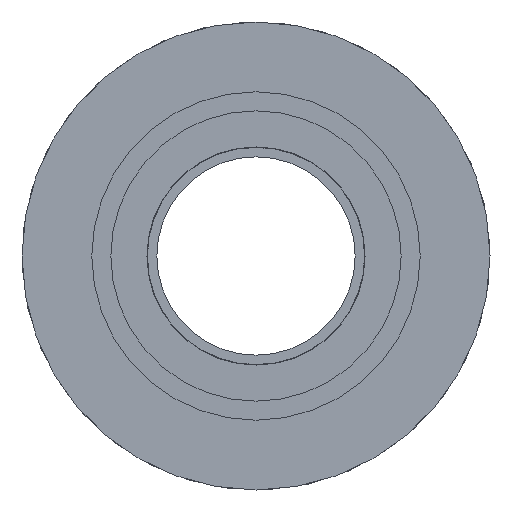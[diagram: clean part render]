
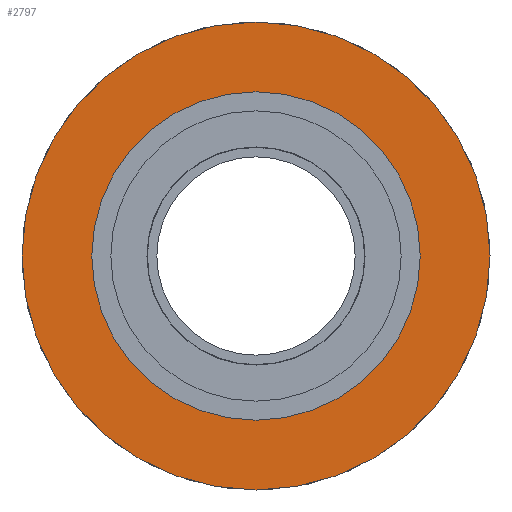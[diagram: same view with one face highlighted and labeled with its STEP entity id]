
A CAD part, front view. The second image highlights one B-rep face of the part: STEP entity #2797.
In plain terms, the highlighted planar face has unit normal (0, -1, 0).
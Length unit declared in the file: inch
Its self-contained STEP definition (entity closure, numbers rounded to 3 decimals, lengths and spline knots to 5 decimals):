
#21 = EDGE_CURVE ( 'NONE', #3001, #2989, #2793, .T. ) ;
#72 = EDGE_CURVE ( 'NONE', #2825, #2858, #2722, .T. ) ;
#135 = EDGE_CURVE ( 'NONE', #2989, #3001, #806, .T. ) ;
#213 = EDGE_CURVE ( 'NONE', #2858, #2825, #771, .T. ) ;
#263 = AXIS2_PLACEMENT_3D ( 'NONE', #1511, #1083, #1568 ) ;
#391 = FACE_OUTER_BOUND ( 'NONE', #3602, .T. ) ;
#399 = FACE_BOUND ( 'NONE', #3679, .T. ) ;
#771 = CIRCLE ( 'NONE', #1635, 1.475 ) ;
#806 = CIRCLE ( 'NONE', #1674, 1.035 ) ;
#962 = AXIS2_PLACEMENT_3D ( 'NONE', #2053, #2031, #1883 ) ;
#1019 = DIRECTION ( 'NONE',  ( 0., 1., 0. ) ) ;
#1026 = CARTESIAN_POINT ( 'NONE',  ( 0., -0.87471, 0. ) ) ;
#1027 = DIRECTION ( 'NONE',  ( 0., 0., 1. ) ) ;
#1072 = DIRECTION ( 'NONE',  ( 0., 1., 0. ) ) ;
#1083 = DIRECTION ( 'NONE',  ( 0., 1., 0. ) ) ;
#1129 = CARTESIAN_POINT ( 'NONE',  ( 0., -0.87471, 0. ) ) ;
#1130 = DIRECTION ( 'NONE',  ( 0., 0., 1. ) ) ;
#1184 = CARTESIAN_POINT ( 'NONE',  ( 0., -0.87471, 0. ) ) ;
#1195 = DIRECTION ( 'NONE',  ( 0., 1., 0. ) ) ;
#1198 = DIRECTION ( 'NONE',  ( 0., 0., 1. ) ) ;
#1511 = CARTESIAN_POINT ( 'NONE',  ( 0., -0.87471, 0. ) ) ;
#1568 = DIRECTION ( 'NONE',  ( 0., 0., 1. ) ) ;
#1635 = AXIS2_PLACEMENT_3D ( 'NONE', #1129, #1072, #1130 ) ;
#1674 = AXIS2_PLACEMENT_3D ( 'NONE', #1184, #1195, #1198 ) ;
#1796 = AXIS2_PLACEMENT_3D ( 'NONE', #1026, #1019, #1027 ) ;
#1883 = DIRECTION ( 'NONE',  ( 0., 0., -1. ) ) ;
#2031 = DIRECTION ( 'NONE',  ( 0., -1., 0. ) ) ;
#2034 = PLANE ( 'NONE',  #962 ) ;
#2053 = CARTESIAN_POINT ( 'NONE',  ( -1.475, -0.87471, 0. ) ) ;
#2208 = CARTESIAN_POINT ( 'NONE',  ( 0., -0.87471, -1.035 ) ) ;
#2274 = CARTESIAN_POINT ( 'NONE',  ( 0., -0.87471, 1.035 ) ) ;
#2343 = CARTESIAN_POINT ( 'NONE',  ( 0., -0.87471, -1.475 ) ) ;
#2525 = CARTESIAN_POINT ( 'NONE',  ( 0., -0.87471, 1.475 ) ) ;
#2722 = CIRCLE ( 'NONE', #1796, 1.475 ) ;
#2793 = CIRCLE ( 'NONE', #263, 1.035 ) ;
#2797 = ADVANCED_FACE ( 'NONE', ( #399, #391 ), #2034, .T. ) ;
#2825 = VERTEX_POINT ( 'NONE', #2343 ) ;
#2858 = VERTEX_POINT ( 'NONE', #2525 ) ;
#2989 = VERTEX_POINT ( 'NONE', #2274 ) ;
#3001 = VERTEX_POINT ( 'NONE', #2208 ) ;
#3196 = ORIENTED_EDGE ( 'NONE', *, *, #72, .F. ) ;
#3323 = ORIENTED_EDGE ( 'NONE', *, *, #21, .T. ) ;
#3328 = ORIENTED_EDGE ( 'NONE', *, *, #213, .F. ) ;
#3332 = ORIENTED_EDGE ( 'NONE', *, *, #135, .T. ) ;
#3602 = EDGE_LOOP ( 'NONE', ( #3328, #3196 ) ) ;
#3679 = EDGE_LOOP ( 'NONE', ( #3332, #3323 ) ) ;
